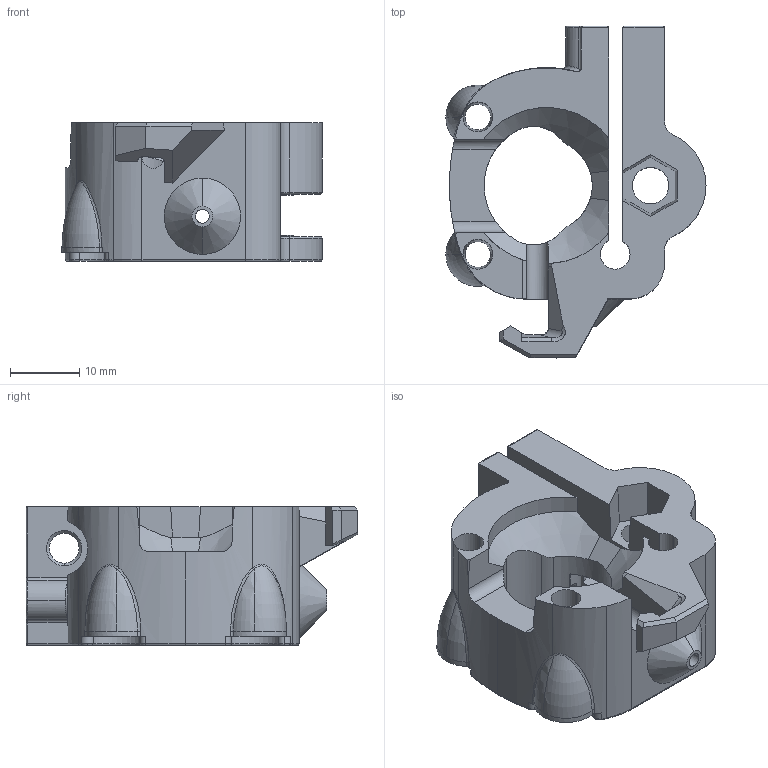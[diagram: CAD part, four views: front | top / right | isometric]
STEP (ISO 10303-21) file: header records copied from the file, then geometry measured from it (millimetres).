
FILE_DESCRIPTION (( 'STEP AP203' ), '1' );
FILE_NAME ('derpyfilamentdrive_copy_right.STEP', '2014-08-03T20:18:47', ( '' ), ( '' ), 'SwSTEP 2.0', 'SolidWorks 2012', '' );
FILE_SCHEMA (( 'CONFIG_CONTROL_DESIGN' ));
Length unit declared in the file: millimetre
Products named in the file (1): derpyfilamentdrive_copy_right
Bounding box: 37.5 x 47.85 x 20 mm (x, y, z)
Volume: 12987.4 mm3; surface area: 8014 mm2
Topology: 1 solids, 1 shells, 247 faces, 647 edges, 397 vertices
Faces by surface type: cylinder 100, plane 73, torus 38, cone 25, bspline 6, sphere 5
Entity records: 8503 total; most frequent: CARTESIAN_POINT 2316, DIRECTION 1323, ORIENTED_EDGE 1282, EDGE_CURVE 641, AXIS2_PLACEMENT_3D 512, VERTEX_POINT 396, VECTOR 299, LINE 299
